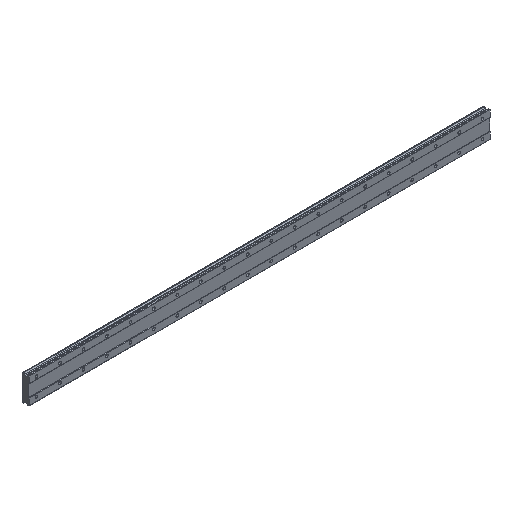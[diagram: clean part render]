
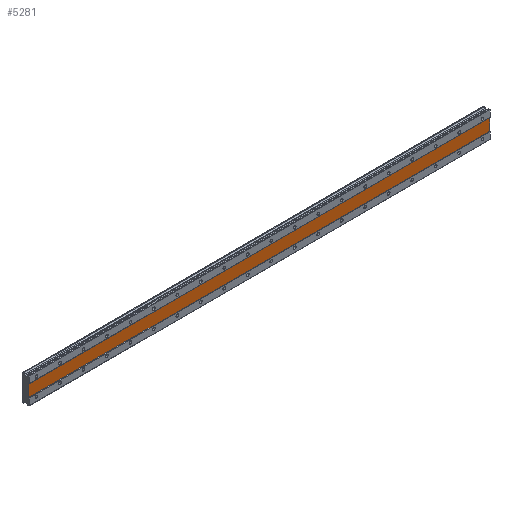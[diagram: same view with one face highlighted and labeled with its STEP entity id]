
A CAD part, isometric view. The second image highlights one B-rep face of the part: STEP entity #5281.
In plain terms, the highlighted planar face has unit normal (0, -1, 0).
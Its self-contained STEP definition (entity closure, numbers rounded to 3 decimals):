
#46 = AXIS2_PLACEMENT_3D ( 'NONE', #2713, #7205, #7101 ) ;
#704 = DIRECTION ( 'NONE',  ( 0., 0., 1. ) ) ;
#910 = EDGE_CURVE ( 'NONE', #4090, #6727, #6383, .T. ) ;
#1415 = EDGE_CURVE ( 'NONE', #1560, #4090, #4083, .T. ) ;
#1423 = LINE ( 'NONE', #5976, #3765 ) ;
#1501 = CARTESIAN_POINT ( 'NONE',  ( 1545., 1., -20. ) ) ;
#1560 = VERTEX_POINT ( 'NONE', #6591 ) ;
#1714 = DIRECTION ( 'NONE',  ( 0., 0., -1. ) ) ;
#1834 = CARTESIAN_POINT ( 'NONE',  ( 1545., 1., 20. ) ) ;
#2299 = ORIENTED_EDGE ( 'NONE', *, *, #910, .F. ) ;
#2436 = CARTESIAN_POINT ( 'NONE',  ( 1545., 1., 20. ) ) ;
#2670 = EDGE_CURVE ( 'NONE', #3519, #1560, #5900, .T. ) ;
#2713 = CARTESIAN_POINT ( 'NONE',  ( 1545., 1., 20. ) ) ;
#2841 = ORIENTED_EDGE ( 'NONE', *, *, #2670, .F. ) ;
#3256 = PLANE ( 'NONE',  #46 ) ;
#3322 = ORIENTED_EDGE ( 'NONE', *, *, #1415, .F. ) ;
#3427 = VECTOR ( 'NONE', #4735, 1000. ) ;
#3519 = VERTEX_POINT ( 'NONE', #7010 ) ;
#3656 = DIRECTION ( 'NONE',  ( -1., 0., 0. ) ) ;
#3765 = VECTOR ( 'NONE', #3656, 1000. ) ;
#4083 = LINE ( 'NONE', #4700, #3427 ) ;
#4090 = VERTEX_POINT ( 'NONE', #1834 ) ;
#4109 = EDGE_LOOP ( 'NONE', ( #6138, #2299, #3322, #2841 ) ) ;
#4700 = CARTESIAN_POINT ( 'NONE',  ( 1545., 1., 20. ) ) ;
#4735 = DIRECTION ( 'NONE',  ( 1., 0., 0. ) ) ;
#4836 = EDGE_CURVE ( 'NONE', #6727, #3519, #1423, .T. ) ;
#4910 = FACE_OUTER_BOUND ( 'NONE', #4109, .T. ) ;
#5132 = VECTOR ( 'NONE', #1714, 1000. ) ;
#5281 = ADVANCED_FACE ( 'NONE', ( #4910 ), #3256, .F. ) ;
#5900 = LINE ( 'NONE', #6901, #5995 ) ;
#5976 = CARTESIAN_POINT ( 'NONE',  ( 1545., 1., -20. ) ) ;
#5995 = VECTOR ( 'NONE', #704, 1000. ) ;
#6138 = ORIENTED_EDGE ( 'NONE', *, *, #4836, .F. ) ;
#6383 = LINE ( 'NONE', #2436, #5132 ) ;
#6591 = CARTESIAN_POINT ( 'NONE',  ( -25., 1., 20. ) ) ;
#6727 = VERTEX_POINT ( 'NONE', #1501 ) ;
#6901 = CARTESIAN_POINT ( 'NONE',  ( -25., 1., 20. ) ) ;
#7010 = CARTESIAN_POINT ( 'NONE',  ( -25., 1., -20. ) ) ;
#7101 = DIRECTION ( 'NONE',  ( 0., 0., 1. ) ) ;
#7205 = DIRECTION ( 'NONE',  ( 0., 1., 0. ) ) ;
